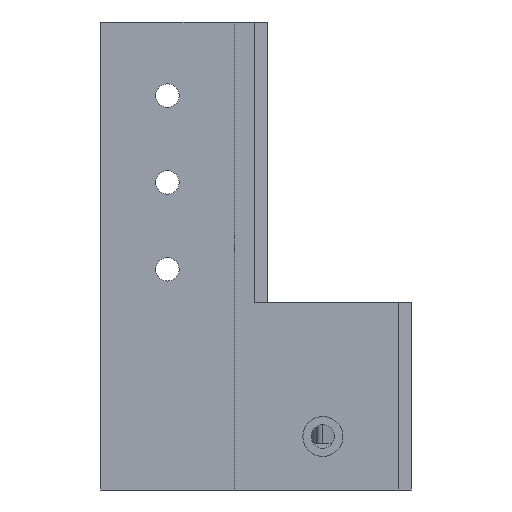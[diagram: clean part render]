
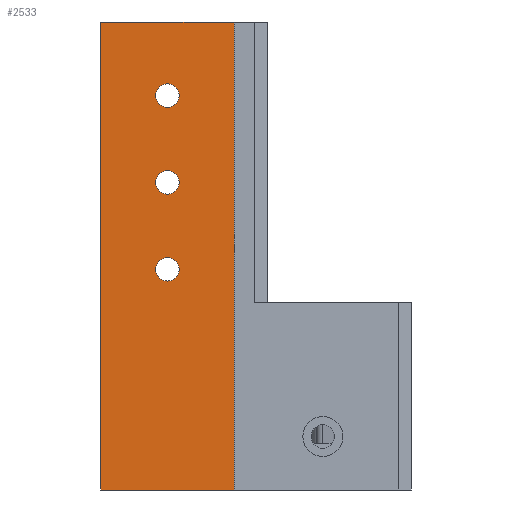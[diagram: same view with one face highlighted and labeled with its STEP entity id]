
A CAD part, left-side view. The second image highlights one B-rep face of the part: STEP entity #2533.
In plain terms, the highlighted planar face has unit normal (-1, 0, 0).
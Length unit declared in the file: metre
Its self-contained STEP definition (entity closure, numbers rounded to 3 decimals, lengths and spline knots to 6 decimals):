
#100=CIRCLE('',#2689,0.00175);
#102=CIRCLE('',#2692,0.00175);
#104=CIRCLE('',#2695,0.00175);
#400=ORIENTED_EDGE('',*,*,#968,.F.);
#401=ORIENTED_EDGE('',*,*,#966,.F.);
#402=ORIENTED_EDGE('',*,*,#964,.F.);
#403=ORIENTED_EDGE('',*,*,#955,.T.);
#404=ORIENTED_EDGE('',*,*,#997,.F.);
#405=ORIENTED_EDGE('',*,*,#1079,.F.);
#406=ORIENTED_EDGE('',*,*,#1078,.T.);
#955=EDGE_CURVE('',#1303,#1302,#1547,.T.);
#964=EDGE_CURVE('',#1311,#1311,#100,.T.);
#966=EDGE_CURVE('',#1313,#1313,#102,.T.);
#968=EDGE_CURVE('',#1315,#1315,#104,.T.);
#997=EDGE_CURVE('',#1342,#1302,#1572,.T.);
#1078=EDGE_CURVE('',#1416,#1303,#1612,.T.);
#1079=EDGE_CURVE('',#1416,#1342,#1613,.T.);
#1302=VERTEX_POINT('',#3821);
#1303=VERTEX_POINT('',#3823);
#1311=VERTEX_POINT('',#3841);
#1313=VERTEX_POINT('',#3846);
#1315=VERTEX_POINT('',#3851);
#1342=VERTEX_POINT('',#3913);
#1416=VERTEX_POINT('',#4075);
#1547=LINE('',#3822,#1757);
#1572=LINE('',#3914,#1782);
#1612=LINE('',#4079,#1822);
#1613=LINE('',#4081,#1823);
#1757=VECTOR('',#3015,1.);
#1782=VECTOR('',#3094,1.);
#1822=VECTOR('',#3234,1.);
#1823=VECTOR('',#3237,1.);
#1998=EDGE_LOOP('',(#400));
#1999=EDGE_LOOP('',(#401));
#2000=EDGE_LOOP('',(#402));
#2001=EDGE_LOOP('',(#403,#404,#405,#406));
#2244=FACE_BOUND('',#1998,.T.);
#2245=FACE_BOUND('',#1999,.T.);
#2246=FACE_BOUND('',#2000,.T.);
#2247=FACE_BOUND('',#2001,.T.);
#2443=PLANE('',#2765);
#2533=ADVANCED_FACE('',(#2244,#2245,#2246,#2247),#2443,.F.);
#2689=AXIS2_PLACEMENT_3D('',#3840,#3026,#3027);
#2692=AXIS2_PLACEMENT_3D('',#3845,#3032,#3033);
#2695=AXIS2_PLACEMENT_3D('',#3850,#3038,#3039);
#2765=AXIS2_PLACEMENT_3D('',#4080,#3235,#3236);
#3015=DIRECTION('',(0.,-1.,0.));
#3026=DIRECTION('',(-1.,0.,0.));
#3027=DIRECTION('',(0.,0.,1.));
#3032=DIRECTION('',(-1.,0.,0.));
#3033=DIRECTION('',(0.,0.,1.));
#3038=DIRECTION('',(-1.,0.,0.));
#3039=DIRECTION('',(0.,0.,1.));
#3094=DIRECTION('',(0.,0.,-1.));
#3234=DIRECTION('',(0.,0.,-1.));
#3235=DIRECTION('',(1.,0.,0.));
#3236=DIRECTION('',(0.,0.,-1.));
#3237=DIRECTION('',(0.,-1.,0.));
#3821=CARTESIAN_POINT('',(-0.045398,-0.0155,0.));
#3822=CARTESIAN_POINT('',(-0.045398,-0.0055,0.));
#3823=CARTESIAN_POINT('',(-0.045398,0.0045,0.));
#3840=CARTESIAN_POINT('',(-0.045398,-0.0055,0.059));
#3841=CARTESIAN_POINT('',(-0.045398,-0.0055,0.06075));
#3845=CARTESIAN_POINT('',(-0.045398,-0.0055,0.046));
#3846=CARTESIAN_POINT('',(-0.045398,-0.0055,0.04775));
#3850=CARTESIAN_POINT('',(-0.045398,-0.0055,0.033));
#3851=CARTESIAN_POINT('',(-0.045398,-0.0055,0.03475));
#3913=CARTESIAN_POINT('',(-0.045398,-0.0155,0.07));
#3914=CARTESIAN_POINT('',(-0.045398,-0.0155,0.007));
#4075=CARTESIAN_POINT('',(-0.045398,0.0045,0.07));
#4079=CARTESIAN_POINT('',(-0.045398,0.0045,0.007));
#4080=CARTESIAN_POINT('',(-0.045398,-0.0055,0.007));
#4081=CARTESIAN_POINT('',(-0.045398,-0.0055,0.07));
